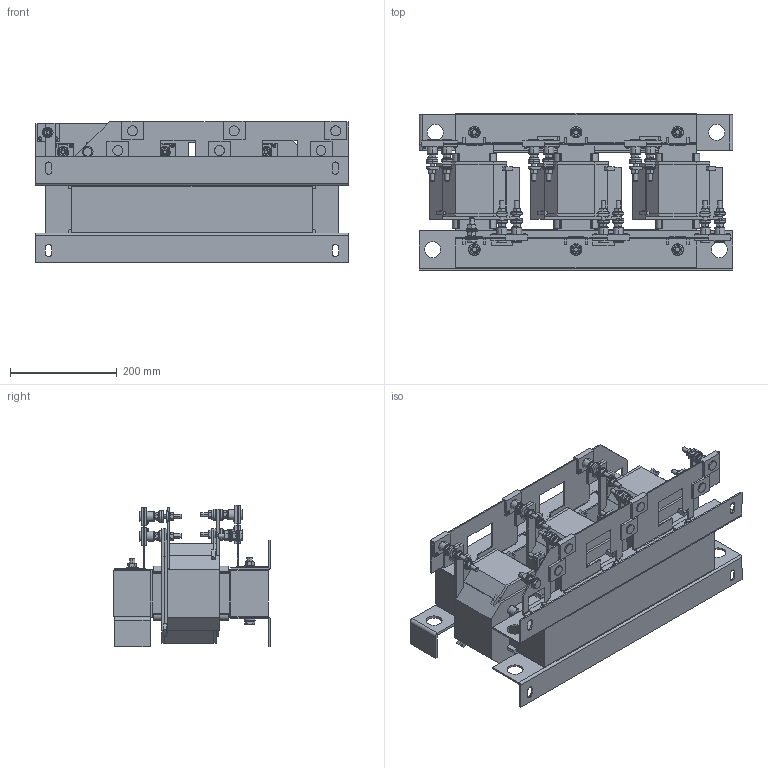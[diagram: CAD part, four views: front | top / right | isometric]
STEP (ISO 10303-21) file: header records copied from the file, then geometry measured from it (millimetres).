
FILE_DESCRIPTION (( 'STEP AP214' ), '1' );
FILE_NAME ('194224.STEP', '2020-05-29T00:41:57', ( '' ), ( '' ), 'SwSTEP 2.0', 'SolidWorks 2018', '' );
FILE_SCHEMA (( 'AUTOMOTIVE_DESIGN' ));
Length unit declared in the file: millimetre
Products named in the file (1): 194224
Bounding box: 586 x 293.55 x 263.8 mm (x, y, z)
Volume: 16258562.2 mm3; surface area: 1264128.5 mm2
Topology: 1 solids, 1 shells, 2444 faces, 6006 edges, 3713 vertices
Faces by surface type: plane 1347, cylinder 429, cone 370, bspline 258, torus 40
Entity records: 80980 total; most frequent: CARTESIAN_POINT 25132, ORIENTED_EDGE 12012, DIRECTION 10936, EDGE_CURVE 6006, AXIS2_PLACEMENT_3D 3811, VERTEX_POINT 3713, VECTOR 3314, LINE 3314
